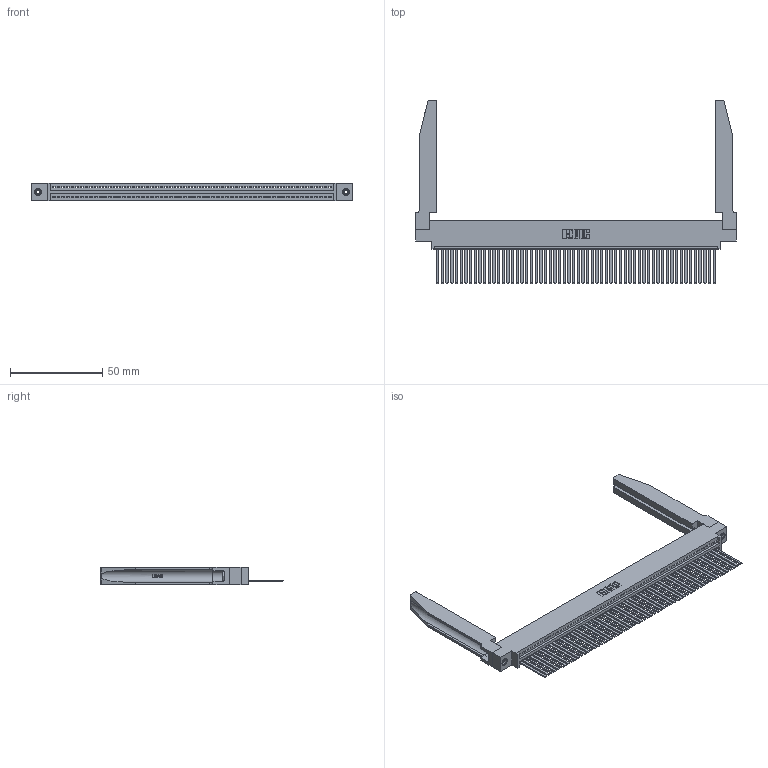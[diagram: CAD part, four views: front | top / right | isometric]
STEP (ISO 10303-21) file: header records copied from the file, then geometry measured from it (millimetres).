
FILE_DESCRIPTION (( 'STEP AP203' ), '1' );
FILE_NAME ('395-060-544-678.STEP', '2019-10-24T13:12:04', ( '' ), ( '' ), 'SwSTEP 2.0', 'SolidWorks 2016', '' );
FILE_SCHEMA (( 'CONFIG_CONTROL_DESIGN' ));
Length unit declared in the file: inch
Products named in the file (5): 345-250-001_345-250-001-102; 395-060-544-678; 345 Part_0.170 Offset - 0.156 Dia-TH; 345-292-001_345-293-144; 345-220-078_345-220-078
Assembly tree (65 placements, depth 2):
  395-060-544-678
    345 Part_0.170 Offset - 0.156 Dia-TH
    345-292-001_345-293-144  x60
    345-250-001_345-250-001-102  x2
    345-220-078_345-220-078  x2
Bounding box: 173.63 x 99.24 x 9.4 mm (x, y, z)
Volume: 24991.4 mm3; surface area: 32187.9 mm2
Topology: 65 solids, 65 shells, 3484 faces, 10441 edges, 6870 vertices
Faces by surface type: plane 2386, cylinder 1046, bspline 36, cone 12, torus 4
Entity records: 47422 total; most frequent: CARTESIAN_POINT 9111, ORIENTED_EDGE 8002, DIRECTION 6935, EDGE_CURVE 4001, LINE 3539, VECTOR 3539, VERTEX_POINT 2660, AXIS2_PLACEMENT_3D 1698
